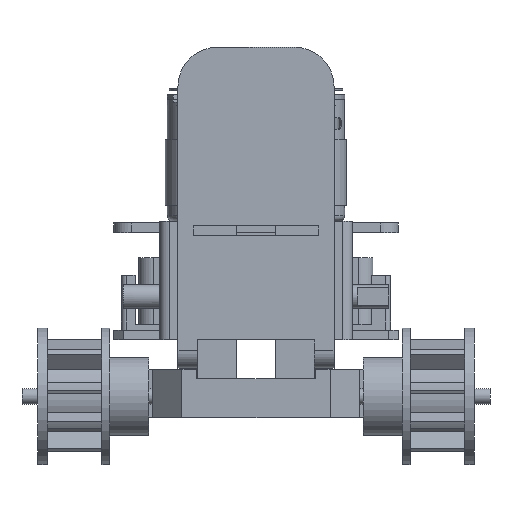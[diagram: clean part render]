
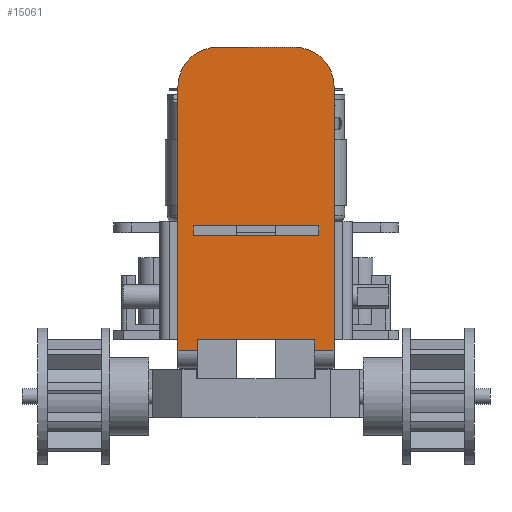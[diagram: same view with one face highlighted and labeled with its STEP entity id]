
A CAD part, left-side view. The second image highlights one B-rep face of the part: STEP entity #15061.
In plain terms, the highlighted planar face has unit normal (-1, 0, 0).
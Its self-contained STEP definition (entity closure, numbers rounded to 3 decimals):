
#541=FACE_BOUND('',#2988,.T.);
#1036=PLANE('',#16695);
#1899=FACE_OUTER_BOUND('',#2987,.T.);
#2987=EDGE_LOOP('',(#13805,#13806,#13807,#13808,#13809,#13810,#13811,#13812,
#13813,#13814));
#2988=EDGE_LOOP('',(#13815,#13816,#13817,#13818));
#4312=LINE('',#25590,#5658);
#4315=LINE('',#25596,#5661);
#4318=LINE('',#25602,#5664);
#4321=LINE('',#25606,#5667);
#4324=LINE('',#25618,#5670);
#4327=LINE('',#25628,#5673);
#4328=LINE('',#25632,#5674);
#4329=LINE('',#25634,#5675);
#4330=LINE('',#25636,#5676);
#4331=LINE('',#25638,#5677);
#4332=LINE('',#25640,#5678);
#4333=LINE('',#25641,#5679);
#5658=VECTOR('',#21149,10.);
#5661=VECTOR('',#21154,10.);
#5664=VECTOR('',#21159,10.);
#5667=VECTOR('',#21164,10.);
#5670=VECTOR('',#21175,10.);
#5673=VECTOR('',#21184,10.);
#5674=VECTOR('',#21187,10.);
#5675=VECTOR('',#21188,10.);
#5676=VECTOR('',#21189,10.);
#5677=VECTOR('',#21190,10.);
#5678=VECTOR('',#21191,10.);
#5679=VECTOR('',#21192,10.);
#6369=CIRCLE('',#16691,20.);
#6372=CIRCLE('',#16696,20.);
#7697=VERTEX_POINT('',#25587);
#7698=VERTEX_POINT('',#25589);
#7700=VERTEX_POINT('',#25595);
#7702=VERTEX_POINT('',#25601);
#7705=VERTEX_POINT('',#25611);
#7706=VERTEX_POINT('',#25613);
#7707=VERTEX_POINT('',#25617);
#7711=VERTEX_POINT('',#25627);
#7712=VERTEX_POINT('',#25629);
#7713=VERTEX_POINT('',#25631);
#7714=VERTEX_POINT('',#25633);
#7715=VERTEX_POINT('',#25635);
#7716=VERTEX_POINT('',#25637);
#7717=VERTEX_POINT('',#25639);
#9731=EDGE_CURVE('',#7698,#7697,#4312,.T.);
#9734=EDGE_CURVE('',#7700,#7698,#4315,.T.);
#9737=EDGE_CURVE('',#7702,#7700,#4318,.T.);
#9740=EDGE_CURVE('',#7697,#7702,#4321,.T.);
#9743=EDGE_CURVE('',#7705,#7706,#6369,.T.);
#9745=EDGE_CURVE('',#7707,#7706,#4324,.F.);
#9750=EDGE_CURVE('',#7711,#7705,#4327,.T.);
#9751=EDGE_CURVE('',#7712,#7711,#6372,.T.);
#9752=EDGE_CURVE('',#7713,#7712,#4328,.T.);
#9753=EDGE_CURVE('',#7714,#7713,#4329,.T.);
#9754=EDGE_CURVE('',#7714,#7715,#4330,.T.);
#9755=EDGE_CURVE('',#7716,#7715,#4331,.T.);
#9756=EDGE_CURVE('',#7716,#7717,#4332,.T.);
#9757=EDGE_CURVE('',#7707,#7717,#4333,.T.);
#13805=ORIENTED_EDGE('',*,*,#9743,.F.);
#13806=ORIENTED_EDGE('',*,*,#9750,.F.);
#13807=ORIENTED_EDGE('',*,*,#9751,.F.);
#13808=ORIENTED_EDGE('',*,*,#9752,.F.);
#13809=ORIENTED_EDGE('',*,*,#9753,.F.);
#13810=ORIENTED_EDGE('',*,*,#9754,.T.);
#13811=ORIENTED_EDGE('',*,*,#9755,.F.);
#13812=ORIENTED_EDGE('',*,*,#9756,.T.);
#13813=ORIENTED_EDGE('',*,*,#9757,.F.);
#13814=ORIENTED_EDGE('',*,*,#9745,.T.);
#13815=ORIENTED_EDGE('',*,*,#9737,.T.);
#13816=ORIENTED_EDGE('',*,*,#9734,.T.);
#13817=ORIENTED_EDGE('',*,*,#9731,.T.);
#13818=ORIENTED_EDGE('',*,*,#9740,.T.);
#15061=ADVANCED_FACE('',(#1899,#541),#1036,.T.);
#16691=AXIS2_PLACEMENT_3D('',#25614,#21170,#21171);
#16695=AXIS2_PLACEMENT_3D('',#25626,#21182,#21183);
#16696=AXIS2_PLACEMENT_3D('',#25630,#21185,#21186);
#21149=DIRECTION('',(0.,1.,0.));
#21154=DIRECTION('',(0.,0.,-1.));
#21159=DIRECTION('',(0.,-1.,0.));
#21164=DIRECTION('',(0.,0.,1.));
#21170=DIRECTION('center_axis',(1.,0.,0.));
#21171=DIRECTION('ref_axis',(0.,-0.707,0.707));
#21175=DIRECTION('',(0.,0.,-1.));
#21182=DIRECTION('center_axis',(-1.,0.,0.));
#21183=DIRECTION('ref_axis',(0.,-1.,0.));
#21184=DIRECTION('',(0.,-1.,0.));
#21185=DIRECTION('center_axis',(1.,0.,0.));
#21186=DIRECTION('ref_axis',(0.,0.707,0.707));
#21187=DIRECTION('',(0.,0.,1.));
#21188=DIRECTION('',(0.,1.,0.));
#21189=DIRECTION('',(0.,0.,1.));
#21190=DIRECTION('',(0.,1.,0.));
#21191=DIRECTION('',(0.,0.,-1.));
#21192=DIRECTION('',(0.,1.,0.));
#25587=CARTESIAN_POINT('',(-40.,-47.942,82.5));
#25589=CARTESIAN_POINT('',(-40.,-112.058,82.5));
#25590=CARTESIAN_POINT('',(-40.,-81.029,82.5));
#25595=CARTESIAN_POINT('',(-40.,-112.058,87.5));
#25596=CARTESIAN_POINT('',(-40.,-112.058,58.25));
#25601=CARTESIAN_POINT('',(-40.,-47.942,87.5));
#25602=CARTESIAN_POINT('',(-40.,-48.971,87.5));
#25606=CARTESIAN_POINT('',(-40.,-47.942,55.75));
#25611=CARTESIAN_POINT('',(-40.,-100.,179.));
#25613=CARTESIAN_POINT('',(-40.,-120.,159.));
#25614=CARTESIAN_POINT('Origin',(-40.,-100.,159.));
#25617=CARTESIAN_POINT('',(-40.,-120.,23.5));
#25618=CARTESIAN_POINT('',(-40.,-120.,29.));
#25626=CARTESIAN_POINT('Origin',(-40.,-50.,29.));
#25627=CARTESIAN_POINT('',(-40.,-60.,179.));
#25628=CARTESIAN_POINT('',(-40.,-110.,179.));
#25629=CARTESIAN_POINT('',(-40.,-40.,159.));
#25630=CARTESIAN_POINT('Origin',(-40.,-60.,159.));
#25631=CARTESIAN_POINT('',(-40.,-40.,23.5));
#25632=CARTESIAN_POINT('',(-40.,-40.,29.));
#25633=CARTESIAN_POINT('',(-40.,-50.,23.5));
#25634=CARTESIAN_POINT('',(-40.,-65.,23.5));
#25635=CARTESIAN_POINT('',(-40.,-50.,29.));
#25636=CARTESIAN_POINT('',(-40.,-50.,66.5));
#25637=CARTESIAN_POINT('',(-40.,-110.,29.));
#25638=CARTESIAN_POINT('',(-40.,-110.,29.));
#25639=CARTESIAN_POINT('',(-40.,-110.,23.5));
#25640=CARTESIAN_POINT('',(-40.,-110.,66.5));
#25641=CARTESIAN_POINT('',(-40.,-65.,23.5));
